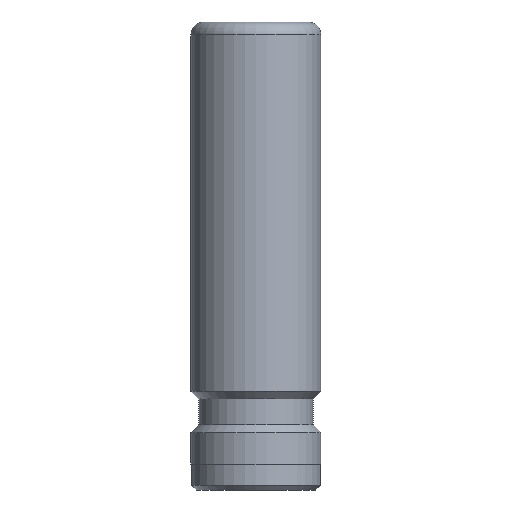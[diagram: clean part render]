
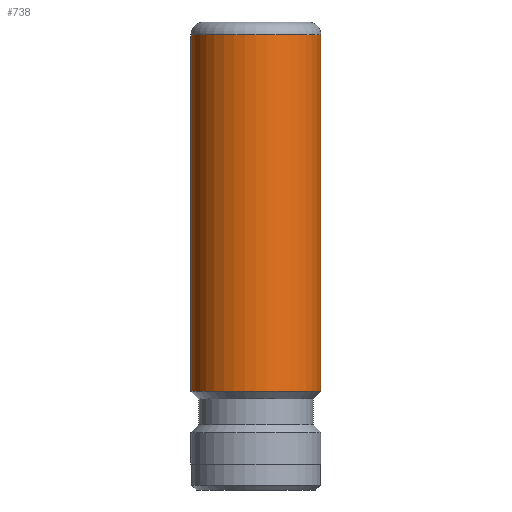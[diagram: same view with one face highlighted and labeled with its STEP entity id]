
A CAD part, front view. The second image highlights one B-rep face of the part: STEP entity #738.
In plain terms, the highlighted cylindrical face has radius 12.5 mm (diameter 25 mm), a partial arc.
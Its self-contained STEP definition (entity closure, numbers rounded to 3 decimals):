
#7 = DIRECTION ( 'NONE',  ( 0., 0., -1. ) ) ;
#14 = CARTESIAN_POINT ( 'NONE',  ( -12.5, 0., 87.5 ) ) ;
#31 = CARTESIAN_POINT ( 'NONE',  ( 0., 0., 87.5 ) ) ;
#65 = FACE_OUTER_BOUND ( 'NONE', #684, .T. ) ;
#69 = ORIENTED_EDGE ( 'NONE', *, *, #140, .T. ) ;
#92 = DIRECTION ( 'NONE',  ( 0., 0., -1. ) ) ;
#109 = EDGE_CURVE ( 'NONE', #388, #447, #452, .T. ) ;
#111 = VECTOR ( 'NONE', #217, 1000. ) ;
#125 = AXIS2_PLACEMENT_3D ( 'NONE', #653, #191, #424 ) ;
#131 = AXIS2_PLACEMENT_3D ( 'NONE', #31, #92, #557 ) ;
#140 = EDGE_CURVE ( 'NONE', #549, #623, #655, .T. ) ;
#166 = LINE ( 'NONE', #702, #731 ) ;
#191 = DIRECTION ( 'NONE',  ( 0., 0., -1. ) ) ;
#198 = DIRECTION ( 'NONE',  ( -1., 0., 0. ) ) ;
#217 = DIRECTION ( 'NONE',  ( 0., 0., -1. ) ) ;
#218 = CYLINDRICAL_SURFACE ( 'NONE', #125, 12.5 ) ;
#266 = CARTESIAN_POINT ( 'NONE',  ( 0., 0., 19. ) ) ;
#297 = CARTESIAN_POINT ( 'NONE',  ( 12.5, 0., 87.5 ) ) ;
#330 = AXIS2_PLACEMENT_3D ( 'NONE', #266, #551, #198 ) ;
#388 = VERTEX_POINT ( 'NONE', #510 ) ;
#424 = DIRECTION ( 'NONE',  ( -1., 0., 0. ) ) ;
#431 = LINE ( 'NONE', #697, #111 ) ;
#447 = VERTEX_POINT ( 'NONE', #744 ) ;
#452 = CIRCLE ( 'NONE', #330, 12.5 ) ;
#510 = CARTESIAN_POINT ( 'NONE',  ( 12.5, 0., 19. ) ) ;
#521 = EDGE_CURVE ( 'NONE', #549, #388, #431, .T. ) ;
#549 = VERTEX_POINT ( 'NONE', #297 ) ;
#551 = DIRECTION ( 'NONE',  ( 0., 0., -1. ) ) ;
#557 = DIRECTION ( 'NONE',  ( 1., 0., 0. ) ) ;
#585 = ORIENTED_EDGE ( 'NONE', *, *, #109, .F. ) ;
#590 = EDGE_CURVE ( 'NONE', #623, #447, #166, .T. ) ;
#607 = ORIENTED_EDGE ( 'NONE', *, *, #521, .F. ) ;
#623 = VERTEX_POINT ( 'NONE', #14 ) ;
#653 = CARTESIAN_POINT ( 'NONE',  ( 0., 0., 90. ) ) ;
#655 = CIRCLE ( 'NONE', #131, 12.5 ) ;
#664 = ORIENTED_EDGE ( 'NONE', *, *, #590, .T. ) ;
#684 = EDGE_LOOP ( 'NONE', ( #607, #69, #664, #585 ) ) ;
#697 = CARTESIAN_POINT ( 'NONE',  ( 12.5, 0., 90. ) ) ;
#702 = CARTESIAN_POINT ( 'NONE',  ( -12.5, 0., 90. ) ) ;
#731 = VECTOR ( 'NONE', #7, 1000. ) ;
#738 = ADVANCED_FACE ( 'NONE', ( #65 ), #218, .T. ) ;
#744 = CARTESIAN_POINT ( 'NONE',  ( -12.5, 0., 19. ) ) ;
